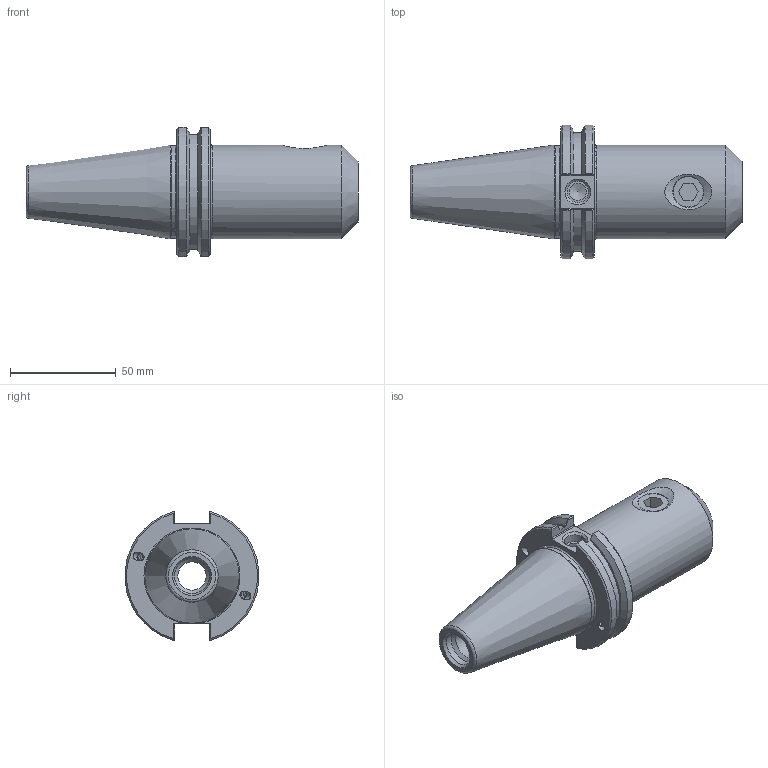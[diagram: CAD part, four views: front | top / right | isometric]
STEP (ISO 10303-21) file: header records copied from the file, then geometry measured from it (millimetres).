
FILE_DESCRIPTION((''),'2;1');
FILE_NAME('C40BC-75EM3.stp','2015-03-17T14:37:31',('blaste'),(''),'Autodesk Inventor 2012','Autodesk Inventor 2012','');
FILE_SCHEMA(('AUTOMOTIVE_DESIGN { 1 0 10303 214 1 1 1 1 }'));
Length unit declared in the file: inch
Products named in the file (4): C40BC-75EM3; C40BC-75EM3-1; 029-925; 029-965
Assembly tree (4 placements, depth 2):
  C40BC-75EM3
    C40BC-75EM3-1
    029-925
    029-965  x2
Bounding box: 157.15 x 63.26 x 61.11 mm (x, y, z)
Volume: 178378.4 mm3; surface area: 36258.8 mm2
Topology: 4 solids, 4 shells, 139 faces, 338 edges, 219 vertices
Faces by surface type: plane 64, cylinder 38, cone 24, bspline 8, torus 3, sphere 2
Full cylindrical faces by diameter (mm): 3.3 x2, 4 x4, 4.1 x2, 4.2 x2, 8 x1, 10.135 x1, 13.386 x1, 14.351 x1, 15.875 x1, 16.459 x1, 19.05 x1, 20.066 x1, 43.942 x1, 44.45 x1
Entity records: 4746 total; most frequent: CARTESIAN_POINT 1871, DIRECTION 526, ORIENTED_EDGE 524, EDGE_CURVE 262, AXIS2_PLACEMENT_3D 204, VERTEX_POINT 188, EDGE_LOOP 174, FACE_OUTER_BOUND 123
